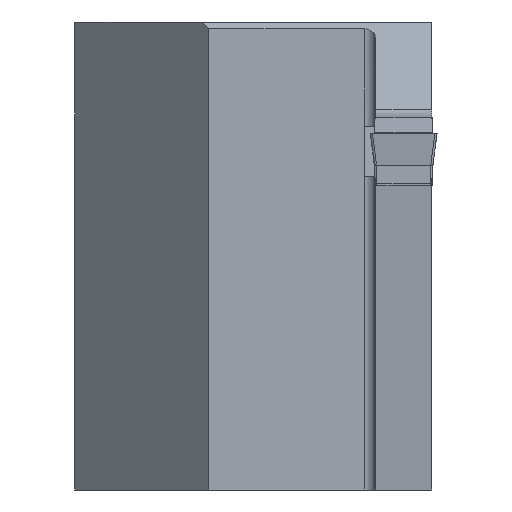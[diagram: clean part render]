
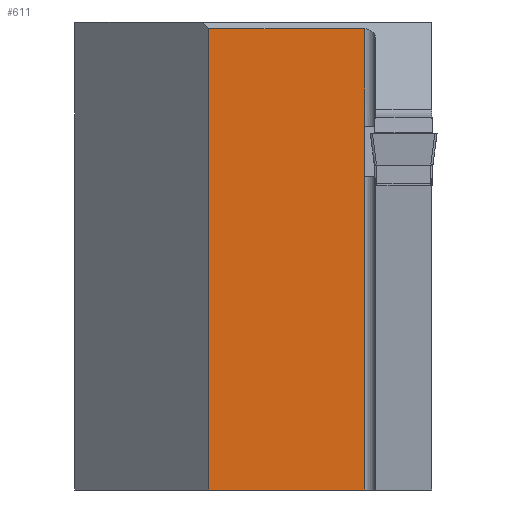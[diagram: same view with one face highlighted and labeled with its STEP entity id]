
A CAD part, left-side view. The second image highlights one B-rep face of the part: STEP entity #611.
In plain terms, the highlighted planar face has unit normal (-1, 0, 0).
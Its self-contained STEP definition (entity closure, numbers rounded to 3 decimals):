
#611=ADVANCED_FACE('',(#721),#659,.T.);
#659=PLANE('',#1806);
#721=FACE_OUTER_BOUND('',#785,.T.);
#785=EDGE_LOOP('',(#1098,#1099,#1100,#1101,#1102,#1103));
#1098=ORIENTED_EDGE('',*,*,#1396,.F.);
#1099=ORIENTED_EDGE('',*,*,#1438,.T.);
#1100=ORIENTED_EDGE('',*,*,#1429,.T.);
#1101=ORIENTED_EDGE('',*,*,#1423,.T.);
#1102=ORIENTED_EDGE('',*,*,#1439,.T.);
#1103=ORIENTED_EDGE('',*,*,#1421,.T.);
#1238=VERTEX_POINT('',#2485);
#1239=VERTEX_POINT('',#2487);
#1258=VERTEX_POINT('',#2535);
#1259=VERTEX_POINT('',#2539);
#1260=VERTEX_POINT('',#2541);
#1262=VERTEX_POINT('',#2546);
#1396=EDGE_CURVE('',#1238,#1239,#1534,.T.);
#1421=EDGE_CURVE('',#1258,#1239,#1554,.T.);
#1423=EDGE_CURVE('',#1260,#1259,#1555,.T.);
#1429=EDGE_CURVE('',#1262,#1260,#1560,.T.);
#1438=EDGE_CURVE('',#1238,#1262,#1568,.T.);
#1439=EDGE_CURVE('',#1259,#1258,#1569,.T.);
#1534=LINE('',#2486,#1664);
#1554=LINE('',#2536,#1684);
#1555=LINE('',#2540,#1685);
#1560=LINE('',#2551,#1690);
#1568=LINE('',#2568,#1698);
#1569=LINE('',#2569,#1699);
#1664=VECTOR('',#2061,1.);
#1684=VECTOR('',#2101,1.);
#1685=VECTOR('',#2106,1.);
#1690=VECTOR('',#2115,1.);
#1698=VECTOR('',#2131,1.);
#1699=VECTOR('',#2132,1.);
#1806=AXIS2_PLACEMENT_3D('',#2570,#2133,#2134);
#2061=DIRECTION('',(0.,-1.,0.));
#2101=DIRECTION('',(0.,0.,1.));
#2106=DIRECTION('',(0.,0.,1.));
#2115=DIRECTION('',(0.,-1.,0.));
#2131=DIRECTION('',(0.,0.,-1.));
#2132=DIRECTION('',(0.,0.,1.));
#2133=DIRECTION('',(-1.,0.,0.));
#2134=DIRECTION('',(0.,0.,1.));
#2485=CARTESIAN_POINT('',(16.,20.,9.398));
#2486=CARTESIAN_POINT('',(16.,-223.83,9.398));
#2487=CARTESIAN_POINT('',(16.,6.,9.398));
#2535=CARTESIAN_POINT('',(16.,6.,0.65));
#2536=CARTESIAN_POINT('',(16.,6.,-32.));
#2539=CARTESIAN_POINT('',(16.,6.,-3.9));
#2540=CARTESIAN_POINT('',(16.,6.,-32.));
#2541=CARTESIAN_POINT('',(16.,6.,-32.));
#2546=CARTESIAN_POINT('',(16.,20.,-32.));
#2551=CARTESIAN_POINT('',(16.,32.,-32.));
#2568=CARTESIAN_POINT('',(16.,20.,-32.));
#2569=CARTESIAN_POINT('',(16.,6.,-32.));
#2570=CARTESIAN_POINT('',(16.,32.,-32.));
